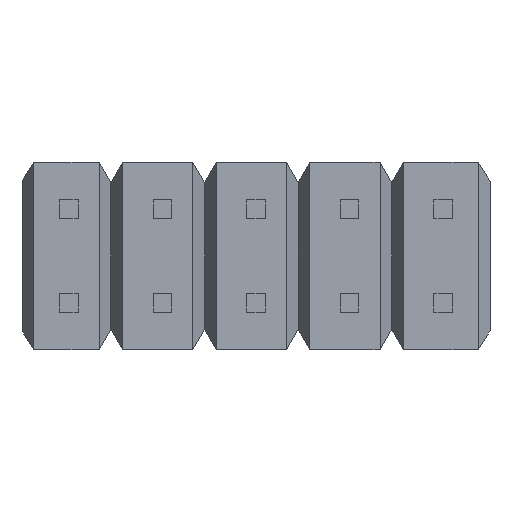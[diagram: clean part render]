
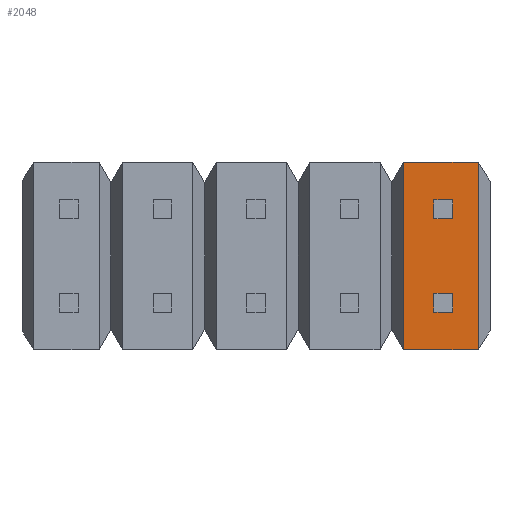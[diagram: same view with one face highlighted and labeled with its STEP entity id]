
A CAD part, front view. The second image highlights one B-rep face of the part: STEP entity #2048.
In plain terms, the highlighted planar face has unit normal (0, -1, 0).
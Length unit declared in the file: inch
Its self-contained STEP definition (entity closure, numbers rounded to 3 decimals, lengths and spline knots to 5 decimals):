
#1=DIRECTION('',(0.,0.,-1.));
#2=VECTOR('',#1,0.02);
#3=CARTESIAN_POINT('',(0.19,-0.045,0.06));
#4=LINE('',#3,#2);
#5=DIRECTION('',(1.,0.,0.));
#6=VECTOR('',#5,0.02);
#7=CARTESIAN_POINT('',(0.19,-0.045,0.04));
#8=LINE('',#7,#6);
#9=DIRECTION('',(0.,0.,-1.));
#10=VECTOR('',#9,0.02);
#11=CARTESIAN_POINT('',(0.21,-0.045,0.06));
#12=LINE('',#11,#10);
#13=DIRECTION('',(1.,0.,0.));
#14=VECTOR('',#13,0.02);
#15=CARTESIAN_POINT('',(0.19,-0.045,0.06));
#16=LINE('',#15,#14);
#17=DIRECTION('',(0.,0.,-1.));
#18=VECTOR('',#17,0.02);
#19=CARTESIAN_POINT('',(0.19,-0.045,-0.04));
#20=LINE('',#19,#18);
#21=DIRECTION('',(1.,0.,0.));
#22=VECTOR('',#21,0.02);
#23=CARTESIAN_POINT('',(0.19,-0.045,-0.06));
#24=LINE('',#23,#22);
#25=DIRECTION('',(0.,0.,-1.));
#26=VECTOR('',#25,0.02);
#27=CARTESIAN_POINT('',(0.21,-0.045,-0.04));
#28=LINE('',#27,#26);
#29=DIRECTION('',(1.,0.,0.));
#30=VECTOR('',#29,0.02);
#31=CARTESIAN_POINT('',(0.19,-0.045,-0.04));
#32=LINE('',#31,#30);
#209=DIRECTION('',(0.,0.,1.));
#210=VECTOR('',#209,0.2);
#211=CARTESIAN_POINT('',(0.2375,-0.045,-0.1));
#212=LINE('',#211,#210);
#213=DIRECTION('',(-1.,0.,0.));
#214=VECTOR('',#213,0.08);
#215=CARTESIAN_POINT('',(0.2375,-0.045,-0.1));
#216=LINE('',#215,#214);
#217=DIRECTION('',(0.,0.,1.));
#218=VECTOR('',#217,0.2);
#219=CARTESIAN_POINT('',(0.1575,-0.045,-0.1));
#220=LINE('',#219,#218);
#221=DIRECTION('',(1.,0.,0.));
#222=VECTOR('',#221,0.08);
#223=CARTESIAN_POINT('',(0.1575,-0.045,0.1));
#224=LINE('',#223,#222);
#1489=CARTESIAN_POINT('',(0.19,-0.045,0.06));
#1490=CARTESIAN_POINT('',(0.19,-0.045,0.04));
#1491=VERTEX_POINT('',#1489);
#1492=VERTEX_POINT('',#1490);
#1493=CARTESIAN_POINT('',(0.19,-0.045,-0.04));
#1494=CARTESIAN_POINT('',(0.19,-0.045,-0.06));
#1495=VERTEX_POINT('',#1493);
#1496=VERTEX_POINT('',#1494);
#1497=CARTESIAN_POINT('',(0.21,-0.045,0.06));
#1498=CARTESIAN_POINT('',(0.21,-0.045,0.04));
#1499=VERTEX_POINT('',#1497);
#1500=VERTEX_POINT('',#1498);
#1501=CARTESIAN_POINT('',(0.21,-0.045,-0.04));
#1502=CARTESIAN_POINT('',(0.21,-0.045,-0.06));
#1503=VERTEX_POINT('',#1501);
#1504=VERTEX_POINT('',#1502);
#1593=CARTESIAN_POINT('',(0.1575,-0.045,-0.1));
#1594=CARTESIAN_POINT('',(0.1575,-0.045,0.1));
#1595=VERTEX_POINT('',#1593);
#1596=VERTEX_POINT('',#1594);
#1881=CARTESIAN_POINT('',(0.2375,-0.045,0.1));
#1883=VERTEX_POINT('',#1881);
#1887=CARTESIAN_POINT('',(0.2375,-0.045,-0.1));
#1888=VERTEX_POINT('',#1887);
#2013=CARTESIAN_POINT('',(0.,-0.045,0.));
#2014=DIRECTION('',(0.,1.,0.));
#2015=DIRECTION('',(-1.,0.,0.));
#2016=AXIS2_PLACEMENT_3D('',#2013,#2014,#2015);
#2017=PLANE('',#2016);
#2019=ORIENTED_EDGE('',*,*,#2018,.F.);
#2021=ORIENTED_EDGE('',*,*,#2020,.T.);
#2023=ORIENTED_EDGE('',*,*,#2022,.T.);
#2025=ORIENTED_EDGE('',*,*,#2024,.T.);
#2026=EDGE_LOOP('',(#2019,#2021,#2023,#2025));
#2027=FACE_OUTER_BOUND('',#2026,.F.);
#2029=ORIENTED_EDGE('',*,*,#2028,.T.);
#2031=ORIENTED_EDGE('',*,*,#2030,.T.);
#2033=ORIENTED_EDGE('',*,*,#2032,.F.);
#2035=ORIENTED_EDGE('',*,*,#2034,.F.);
#2036=EDGE_LOOP('',(#2029,#2031,#2033,#2035));
#2037=FACE_BOUND('',#2036,.F.);
#2039=ORIENTED_EDGE('',*,*,#2038,.T.);
#2041=ORIENTED_EDGE('',*,*,#2040,.T.);
#2043=ORIENTED_EDGE('',*,*,#2042,.F.);
#2045=ORIENTED_EDGE('',*,*,#2044,.F.);
#2046=EDGE_LOOP('',(#2039,#2041,#2043,#2045));
#2047=FACE_BOUND('',#2046,.F.);
#2048=ADVANCED_FACE('',(#2027,#2037,#2047),#2017,.F.);
#2018=EDGE_CURVE('',#1888,#1883,#212,.T.);
#2020=EDGE_CURVE('',#1888,#1595,#216,.T.);
#2022=EDGE_CURVE('',#1595,#1596,#220,.T.);
#2024=EDGE_CURVE('',#1596,#1883,#224,.T.);
#2028=EDGE_CURVE('',#1491,#1492,#4,.T.);
#2030=EDGE_CURVE('',#1492,#1500,#8,.T.);
#2032=EDGE_CURVE('',#1499,#1500,#12,.T.);
#2034=EDGE_CURVE('',#1491,#1499,#16,.T.);
#2038=EDGE_CURVE('',#1495,#1496,#20,.T.);
#2040=EDGE_CURVE('',#1496,#1504,#24,.T.);
#2042=EDGE_CURVE('',#1503,#1504,#28,.T.);
#2044=EDGE_CURVE('',#1495,#1503,#32,.T.);
